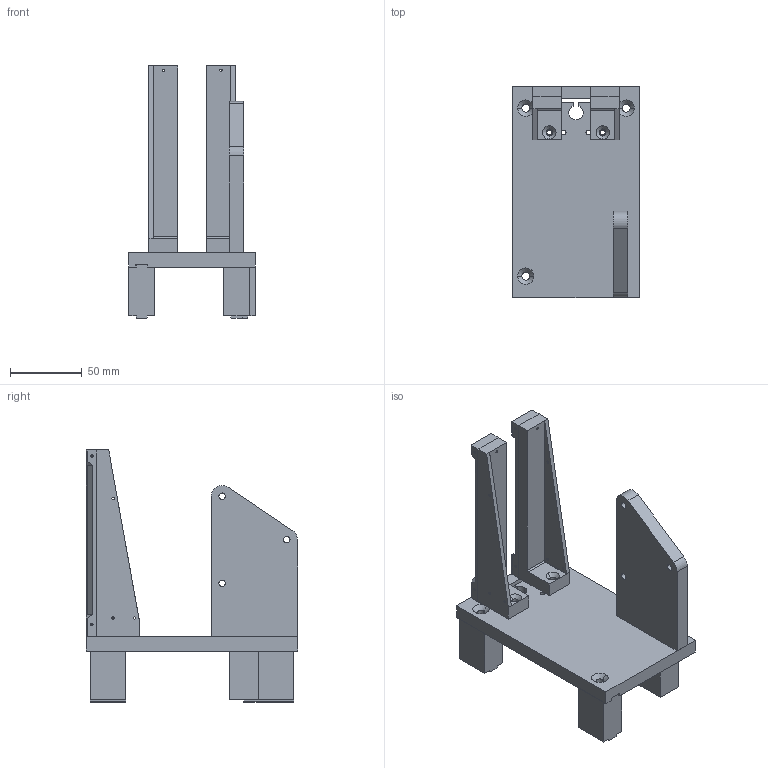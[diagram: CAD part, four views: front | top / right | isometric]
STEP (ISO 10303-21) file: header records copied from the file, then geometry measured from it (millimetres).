
FILE_DESCRIPTION (( 'STEP AP214' ), '1' );
FILE_NAME ('Updated clamp assembly.STEP', '2024-03-08T16:42:24', ( '' ), ( '' ), 'SwSTEP 2.0', 'SolidWorks 2020', '' );
FILE_SCHEMA (( 'AUTOMOTIVE_DESIGN' ));
Length unit declared in the file: millimetre
Products named in the file (10): Heating element top L; Heating element bottom R; Plaque support V2; Phoseon holder; Plastic spacer higher; Heating element top R; Heating element bottom L; Updated clamp assembly; Plastic spacer; 3x10 dowel_91585A351
Assembly tree (12 placements, depth 2):
  Updated clamp assembly
    Plaque support V2
    Heating element bottom L
    3x10 dowel_91585A351  x2
    Heating element bottom R
    Heating element top R
    Heating element top L
    Phoseon holder
    Plastic spacer  x3
    Plastic spacer higher
Bounding box: 88 x 147 x 175.5 mm (x, y, z)
Volume: 297983 mm3; surface area: 104946.4 mm2
Topology: 12 solids, 12 shells, 569 faces, 1459 edges, 904 vertices
Faces by surface type: cylinder 234, plane 224, cone 81, torus 30
Entity records: 16613 total; most frequent: DIRECTION 2871, CARTESIAN_POINT 2738, ORIENTED_EDGE 2620, EDGE_CURVE 1310, AXIS2_PLACEMENT_3D 1045, VERTEX_POINT 824, VECTOR 781, LINE 781
